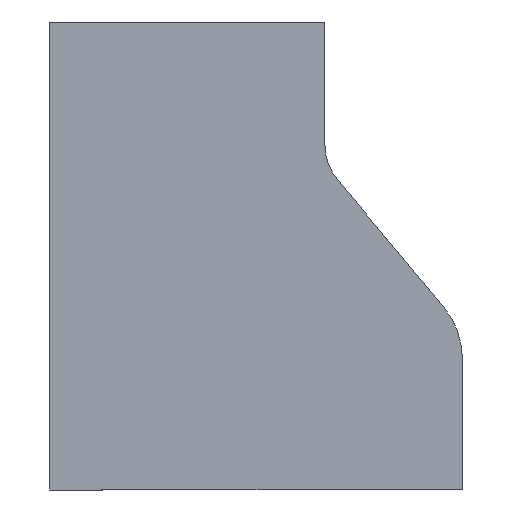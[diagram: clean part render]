
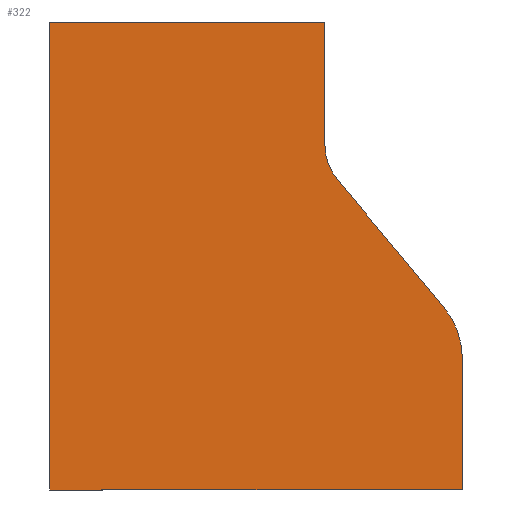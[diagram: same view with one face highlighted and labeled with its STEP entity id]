
A CAD part, front view. The second image highlights one B-rep face of the part: STEP entity #322.
In plain terms, the highlighted planar face has unit normal (0, -1, 0).
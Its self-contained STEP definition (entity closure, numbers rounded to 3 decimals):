
#4 = CARTESIAN_POINT ( 'NONE',  ( -50., 0., 0. ) ) ;
#5 = DIRECTION ( 'NONE',  ( 1., 0., 0. ) ) ;
#10 = CARTESIAN_POINT ( 'NONE',  ( -100., 0., -170. ) ) ;
#11 = DIRECTION ( 'NONE',  ( -1., 0., 0. ) ) ;
#13 = CARTESIAN_POINT ( 'NONE',  ( 154.636, 0., -57.304 ) ) ;
#20 = CARTESIAN_POINT ( 'NONE',  ( 50., 0., 0. ) ) ;
#21 = DIRECTION ( 'NONE',  ( 0., 0., 1. ) ) ;
#23 = CARTESIAN_POINT ( 'NONE',  ( 170., 0., -122.603 ) ) ;
#24 = DIRECTION ( 'NONE',  ( 0., -1., 0. ) ) ;
#25 = DIRECTION ( 'NONE',  ( 0., 0., 1. ) ) ;
#26 = DIRECTION ( 'NONE',  ( -0.64, 0., 0.768 ) ) ;
#79 = AXIS2_PLACEMENT_3D ( 'NONE', #23, #24, #25 ) ;
#132 = ORIENTED_EDGE ( 'NONE', *, *, #1757, .T. ) ;
#133 = AXIS2_PLACEMENT_3D ( 'NONE', #1142, #1140, #1138 ) ;
#157 = LINE ( 'NONE', #1064, #160 ) ;
#160 = VECTOR ( 'NONE', #1074, 1000. ) ;
#197 = LINE ( 'NONE', #990, #200 ) ;
#200 = VECTOR ( 'NONE', #989, 1000. ) ;
#228 = LINE ( 'NONE', #4, #231 ) ;
#231 = VECTOR ( 'NONE', #5, 1000. ) ;
#234 = LINE ( 'NONE', #10, #237 ) ;
#237 = VECTOR ( 'NONE', #11, 1000. ) ;
#244 = LINE ( 'NONE', #20, #247 ) ;
#246 = CIRCLE ( 'NONE', #79, 30. ) ;
#247 = VECTOR ( 'NONE', #21, 1000. ) ;
#248 = LINE ( 'NONE', #13, #250 ) ;
#250 = VECTOR ( 'NONE', #26, 1000. ) ;
#322 = ADVANCED_FACE ( 'NONE', ( #793 ), #1476, .F. ) ;
#361 = ORIENTED_EDGE ( 'NONE', *, *, #1407, .T. ) ;
#362 = ORIENTED_EDGE ( 'NONE', *, *, #1615, .T. ) ;
#422 = ORIENTED_EDGE ( 'NONE', *, *, #1758, .T. ) ;
#580 = VERTEX_POINT ( 'NONE', #1357 ) ;
#595 = VERTEX_POINT ( 'NONE', #1335 ) ;
#599 = VERTEX_POINT ( 'NONE', #1330 ) ;
#607 = VERTEX_POINT ( 'NONE', #1320 ) ;
#608 = VERTEX_POINT ( 'NONE', #1319 ) ;
#622 = VERTEX_POINT ( 'NONE', #1302 ) ;
#647 = VERTEX_POINT ( 'NONE', #1271 ) ;
#652 = VERTEX_POINT ( 'NONE', #1266 ) ;
#692 = EDGE_LOOP ( 'NONE', ( #1645, #1644, #1642, #1641, #132, #422, #361, #362 ) ) ;
#793 = FACE_OUTER_BOUND ( 'NONE', #692, .T. ) ;
#911 = CIRCLE ( 'NONE', #133, 20. ) ;
#989 = DIRECTION ( 'NONE',  ( 0., 0., 1. ) ) ;
#990 = CARTESIAN_POINT ( 'NONE',  ( 200., 0., -122.603 ) ) ;
#1064 = CARTESIAN_POINT ( 'NONE',  ( 150., 0., 0. ) ) ;
#1074 = DIRECTION ( 'NONE',  ( 0., 0., 1. ) ) ;
#1138 = DIRECTION ( 'NONE',  ( 0., 0., 1. ) ) ;
#1140 = DIRECTION ( 'NONE',  ( 0., 1., 0. ) ) ;
#1142 = CARTESIAN_POINT ( 'NONE',  ( 170., 0., -44.501 ) ) ;
#1266 = CARTESIAN_POINT ( 'NONE',  ( 193.047, 0., -103.398 ) ) ;
#1271 = CARTESIAN_POINT ( 'NONE',  ( 200., 0., -170. ) ) ;
#1302 = CARTESIAN_POINT ( 'NONE',  ( 50., 0., 0. ) ) ;
#1319 = CARTESIAN_POINT ( 'NONE',  ( 50., 0., -170. ) ) ;
#1320 = CARTESIAN_POINT ( 'NONE',  ( 154.636, 0., -57.304 ) ) ;
#1330 = CARTESIAN_POINT ( 'NONE',  ( 200., 0., -122.603 ) ) ;
#1335 = CARTESIAN_POINT ( 'NONE',  ( 150., 0., -44.501 ) ) ;
#1357 = CARTESIAN_POINT ( 'NONE',  ( 150., 0., 0. ) ) ;
#1407 = EDGE_CURVE ( 'NONE', #607, #595, #911, .T. ) ;
#1412 = AXIS2_PLACEMENT_3D ( 'NONE', #1480, #1474, #1473 ) ;
#1473 = DIRECTION ( 'NONE',  ( 0., 0., 1. ) ) ;
#1474 = DIRECTION ( 'NONE',  ( 0., 1., 0. ) ) ;
#1476 = PLANE ( 'NONE',  #1412 ) ;
#1480 = CARTESIAN_POINT ( 'NONE',  ( -70., 0., -44.501 ) ) ;
#1615 = EDGE_CURVE ( 'NONE', #595, #580, #157, .T. ) ;
#1639 = EDGE_CURVE ( 'NONE', #647, #599, #197, .T. ) ;
#1641 = ORIENTED_EDGE ( 'NONE', *, *, #1639, .T. ) ;
#1642 = ORIENTED_EDGE ( 'NONE', *, *, #1751, .F. ) ;
#1644 = ORIENTED_EDGE ( 'NONE', *, *, #1756, .F. ) ;
#1645 = ORIENTED_EDGE ( 'NONE', *, *, #1748, .F. ) ;
#1748 = EDGE_CURVE ( 'NONE', #622, #580, #228, .T. ) ;
#1751 = EDGE_CURVE ( 'NONE', #647, #608, #234, .T. ) ;
#1756 = EDGE_CURVE ( 'NONE', #608, #622, #244, .T. ) ;
#1757 = EDGE_CURVE ( 'NONE', #599, #652, #246, .T. ) ;
#1758 = EDGE_CURVE ( 'NONE', #652, #607, #248, .T. ) ;
